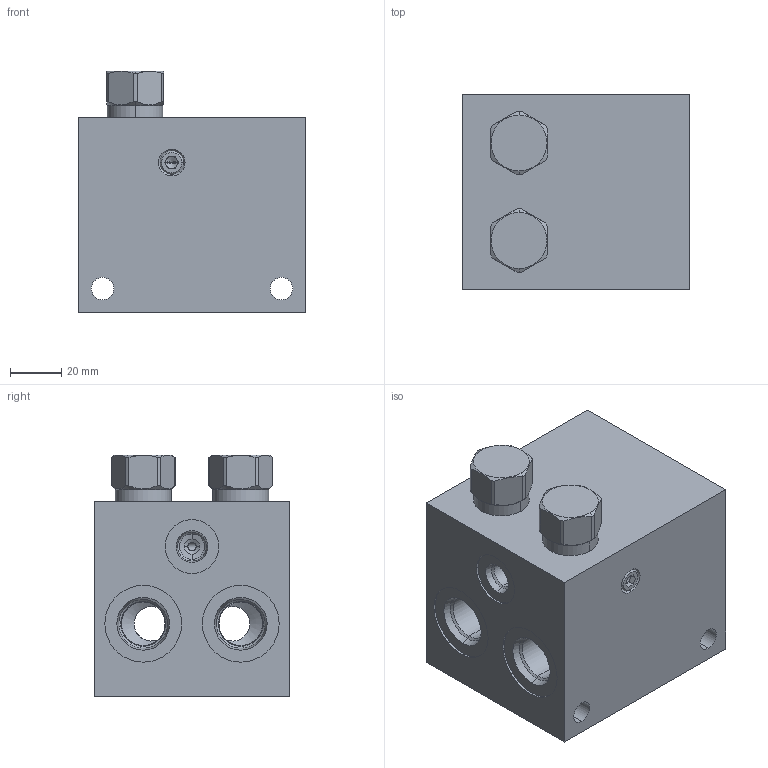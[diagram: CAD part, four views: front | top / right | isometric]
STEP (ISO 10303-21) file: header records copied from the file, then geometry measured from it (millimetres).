
FILE_DESCRIPTION((''),'2;1');
FILE_NAME('ENJ_ASM','2023-02-28T',('ProEService'),(''),'PRO/ENGINEER BY PARAMETRIC TECHNOLOGY CORPORATION, 2014200','PRO/ENGINEER BY PARAMETRIC TECHNOLOGY CORPORATION, 2014200','');
FILE_SCHEMA(('CONFIG_CONTROL_DESIGN'));
Length unit declared in the file: inch
Products named in the file (6): 150-834-003; CXCDXCN; 340-002; 260-010; 800-001-070; ENJ_ASM
Assembly tree (6 placements, depth 2):
  ENJ_ASM
    150-834-003
    CXCDXCN  x2
    340-002
    260-010
    800-001-070
Bounding box: 88.9 x 76.2 x 94.46 mm (x, y, z)
Volume: 430084.6 mm3; surface area: 76641.9 mm2
Topology: 8 solids, 8 shells, 521 faces, 1593 edges, 1237 vertices
Faces by surface type: cylinder 213, cone 132, plane 112, torus 40, revolution 16, sphere 8
Entity records: 15500 total; most frequent: CARTESIAN_POINT 4916, DIRECTION 2259, ORIENTED_EDGE 1780, EDGE_CURVE 890, AXIS2_PLACEMENT_3D 791, VECTOR 669, LINE 669, VERTEX_POINT 544
